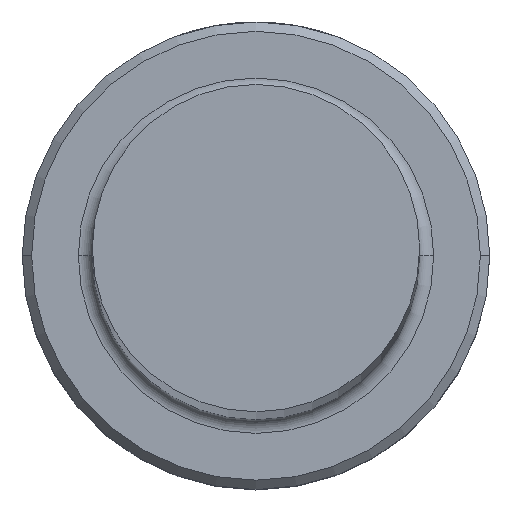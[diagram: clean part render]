
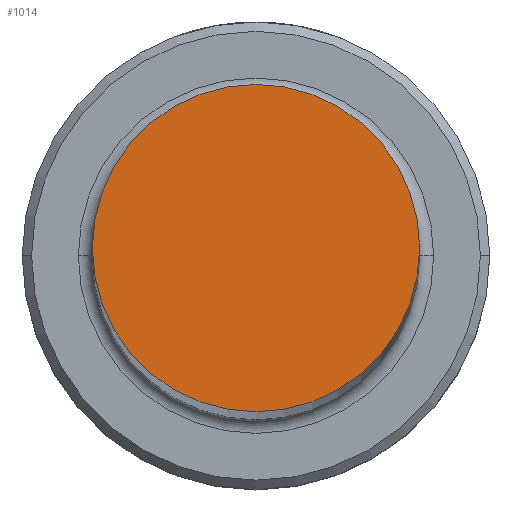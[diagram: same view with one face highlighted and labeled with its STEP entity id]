
A CAD part, top view. The second image highlights one B-rep face of the part: STEP entity #1014.
In plain terms, the highlighted planar face has unit normal (0, 0, 1).
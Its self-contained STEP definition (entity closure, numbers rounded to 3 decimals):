
#1 = EDGE_CURVE ( 'NONE', #366, #615, #88, .T. ) ;
#88 = CIRCLE ( 'NONE', #286, 3.5 ) ;
#97 = FACE_OUTER_BOUND ( 'NONE', #979, .T. ) ;
#258 = DIRECTION ( 'NONE',  ( 1., 0., 0. ) ) ;
#286 = AXIS2_PLACEMENT_3D ( 'NONE', #326, #513, #258 ) ;
#326 = CARTESIAN_POINT ( 'NONE',  ( 0., 0., 100. ) ) ;
#339 = CARTESIAN_POINT ( 'NONE',  ( 0., 0., 100. ) ) ;
#341 = DIRECTION ( 'NONE',  ( 1., 0., 0. ) ) ;
#366 = VERTEX_POINT ( 'NONE', #523 ) ;
#380 = ORIENTED_EDGE ( 'NONE', *, *, #1, .T. ) ;
#502 = DIRECTION ( 'NONE',  ( 0., 0., 1. ) ) ;
#513 = DIRECTION ( 'NONE',  ( 0., 0., 1. ) ) ;
#523 = CARTESIAN_POINT ( 'NONE',  ( -3.5, 0., 100. ) ) ;
#601 = AXIS2_PLACEMENT_3D ( 'NONE', #339, #902, #341 ) ;
#615 = VERTEX_POINT ( 'NONE', #1117 ) ;
#809 = PLANE ( 'NONE',  #601 ) ;
#874 = ORIENTED_EDGE ( 'NONE', *, *, #881, .T. ) ;
#881 = EDGE_CURVE ( 'NONE', #615, #366, #1107, .T. ) ;
#902 = DIRECTION ( 'NONE',  ( 0., 0., 1. ) ) ;
#979 = EDGE_LOOP ( 'NONE', ( #380, #874 ) ) ;
#1014 = ADVANCED_FACE ( 'NONE', ( #97 ), #809, .T. ) ;
#1044 = CARTESIAN_POINT ( 'NONE',  ( 0., 0., 100. ) ) ;
#1107 = CIRCLE ( 'NONE', #1154, 3.5 ) ;
#1117 = CARTESIAN_POINT ( 'NONE',  ( 3.5, 0., 100. ) ) ;
#1123 = DIRECTION ( 'NONE',  ( 1., 0., 0. ) ) ;
#1154 = AXIS2_PLACEMENT_3D ( 'NONE', #1044, #502, #1123 ) ;
